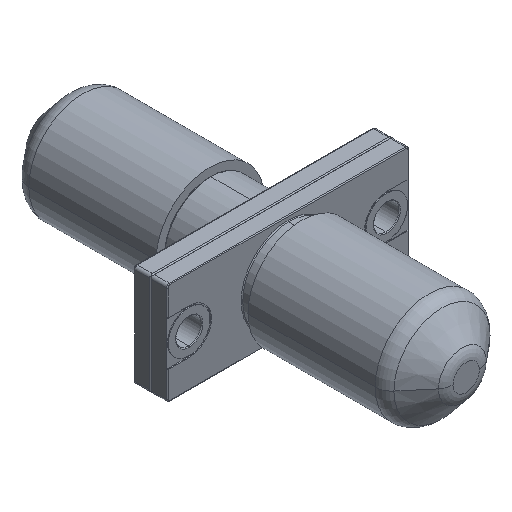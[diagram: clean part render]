
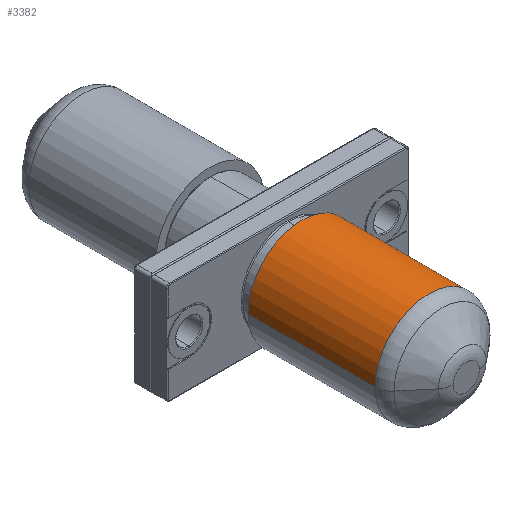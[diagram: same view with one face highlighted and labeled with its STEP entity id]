
A CAD part, isometric view. The second image highlights one B-rep face of the part: STEP entity #3382.
In plain terms, the highlighted cylindrical face has radius 4.928 mm (diameter 9.855 mm), a partial arc.
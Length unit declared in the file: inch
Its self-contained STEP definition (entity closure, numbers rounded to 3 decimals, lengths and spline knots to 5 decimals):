
#123 = EDGE_CURVE ( 'NONE', #4368, #5083, #3235, .T. ) ;
#586 = CARTESIAN_POINT ( 'NONE',  ( -0.194, 0., -0.45702 ) ) ;
#630 = CARTESIAN_POINT ( 'NONE',  ( 0.194, 0., -0.45702 ) ) ;
#698 = AXIS2_PLACEMENT_3D ( 'NONE', #3011, #3051, #3443 ) ;
#711 = VECTOR ( 'NONE', #785, 39.37008 ) ;
#734 = FACE_OUTER_BOUND ( 'NONE', #1130, .T. ) ;
#785 = DIRECTION ( 'NONE',  ( 0., 0., 1. ) ) ;
#1130 = EDGE_LOOP ( 'NONE', ( #5318, #5648, #4728, #5936 ) ) ;
#1152 = LINE ( 'NONE', #4457, #3602 ) ;
#1213 = CARTESIAN_POINT ( 'NONE',  ( 0.194, 0., 0. ) ) ;
#1375 = CARTESIAN_POINT ( 'NONE',  ( -0.194, 0., 0. ) ) ;
#1455 = CIRCLE ( 'NONE', #1575, 0.194 ) ;
#1575 = AXIS2_PLACEMENT_3D ( 'NONE', #2134, #5836, #2592 ) ;
#1985 = DIRECTION ( 'NONE',  ( -1., 0., 0. ) ) ;
#2073 = CYLINDRICAL_SURFACE ( 'NONE', #698, 0.194 ) ;
#2134 = CARTESIAN_POINT ( 'NONE',  ( 0., 0., 0. ) ) ;
#2592 = DIRECTION ( 'NONE',  ( 1., 0., 0. ) ) ;
#3011 = CARTESIAN_POINT ( 'NONE',  ( 0., 0., 0. ) ) ;
#3051 = DIRECTION ( 'NONE',  ( 0., 0., 1. ) ) ;
#3123 = CARTESIAN_POINT ( 'NONE',  ( -0.194, 0., 0. ) ) ;
#3235 = LINE ( 'NONE', #3123, #711 ) ;
#3382 = ADVANCED_FACE ( 'Face1', ( #734 ), #2073, .T. ) ;
#3443 = DIRECTION ( 'NONE',  ( 1., 0., 0. ) ) ;
#3602 = VECTOR ( 'NONE', #5321, 39.37008 ) ;
#3813 = EDGE_CURVE ( 'NONE', #4931, #5083, #1455, .T. ) ;
#4346 = VERTEX_POINT ( 'NONE', #630 ) ;
#4368 = VERTEX_POINT ( 'NONE', #586 ) ;
#4457 = CARTESIAN_POINT ( 'NONE',  ( 0.194, 0., 0. ) ) ;
#4625 = EDGE_CURVE ( 'NONE', #4346, #4368, #6072, .T. ) ;
#4728 = ORIENTED_EDGE ( 'NONE', *, *, #3813, .F. ) ;
#4779 = DIRECTION ( 'NONE',  ( 0., 0., 1. ) ) ;
#4808 = EDGE_CURVE ( 'NONE', #4346, #4931, #1152, .T. ) ;
#4931 = VERTEX_POINT ( 'NONE', #1213 ) ;
#5083 = VERTEX_POINT ( 'NONE', #1375 ) ;
#5243 = CARTESIAN_POINT ( 'NONE',  ( 0., 0., -0.45702 ) ) ;
#5318 = ORIENTED_EDGE ( 'NONE', *, *, #4625, .T. ) ;
#5321 = DIRECTION ( 'NONE',  ( 0., 0., 1. ) ) ;
#5648 = ORIENTED_EDGE ( 'NONE', *, *, #123, .T. ) ;
#5739 = AXIS2_PLACEMENT_3D ( 'NONE', #5243, #4779, #1985 ) ;
#5836 = DIRECTION ( 'NONE',  ( 0., 0., 1. ) ) ;
#5936 = ORIENTED_EDGE ( 'NONE', *, *, #4808, .F. ) ;
#6072 = CIRCLE ( 'NONE', #5739, 0.194 ) ;
